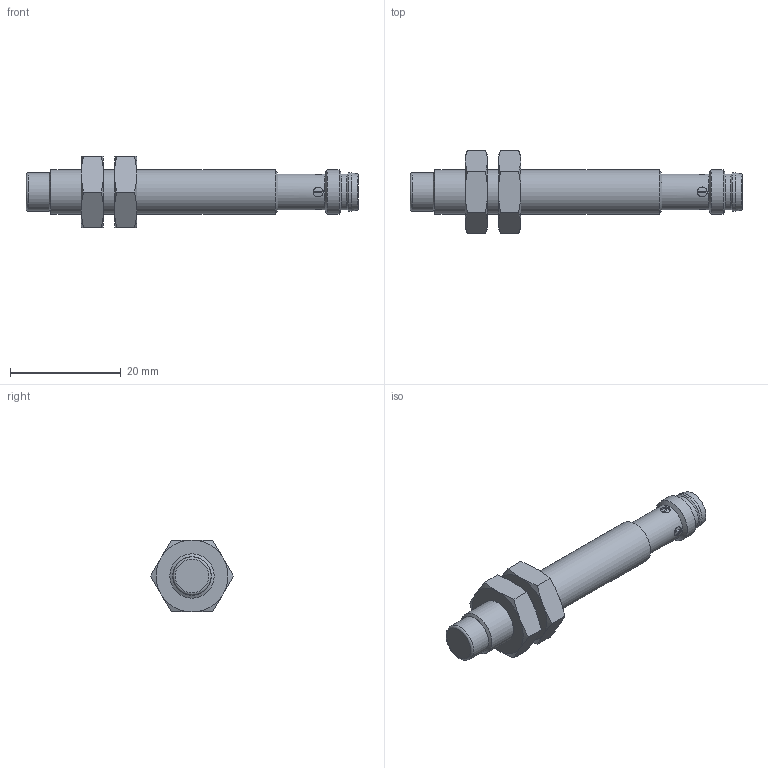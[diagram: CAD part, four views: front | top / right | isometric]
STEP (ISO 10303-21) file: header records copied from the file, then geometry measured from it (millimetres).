
FILE_DESCRIPTION( ( 'STEP AP214' ), '1' );
FILE_NAME( 'DW-AS-513-M8-001.stp', '2021-01-15T08:51:33', ( 'License CC BY-ND 4.0' ), ( 'CADENAS' ), ' ', 'PARTsolutions', ' ' );
FILE_SCHEMA( ( 'AUTOMOTIVE_DESIGN { 1 0 10303 214 1 1 1 1 }' ) );
Length unit declared in the file: millimetre
Products named in the file (1): _DW-AS-513-M8-001
Bounding box: 60 x 15.01 x 13 mm (x, y, z)
Volume: 3384.4 mm3; surface area: 2245.6 mm2
Topology: 1 solids, 1 shells, 101 faces, 226 edges, 137 vertices
Faces by surface type: plane 37, cone 31, cylinder 28, sphere 3, torus 2
Full cylindrical faces by diameter (mm): 1 x3, 1.8 x4, 6 x1, 6.5 x2, 6.9 x2, 8 x4
Entity records: 3728 total; most frequent: CARTESIAN_POINT 883, DIRECTION 410, ORIENTED_EDGE 378, EDGE_CURVE 189, AXIS2_PLACEMENT_3D 179, EDGE_LOOP 140, VERTEX_POINT 132, FACE_OUTER_BOUND 119
